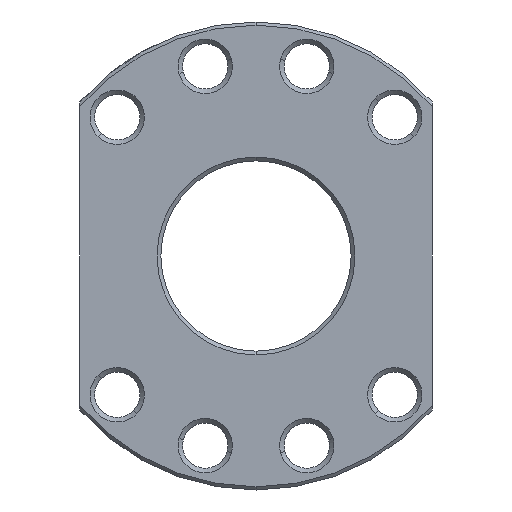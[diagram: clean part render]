
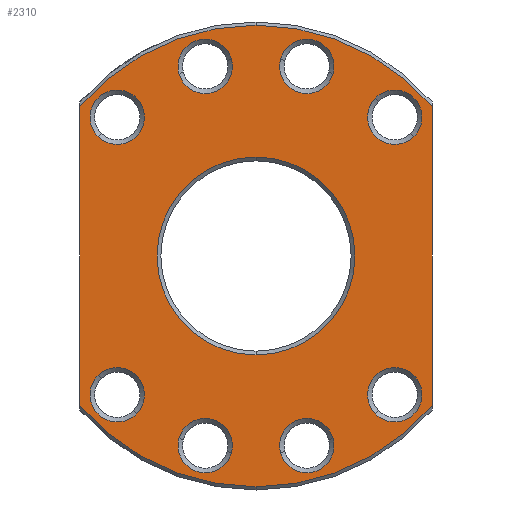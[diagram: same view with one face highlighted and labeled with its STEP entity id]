
A CAD part, left-side view. The second image highlights one B-rep face of the part: STEP entity #2310.
In plain terms, the highlighted planar face has unit normal (-1, 0, 0).
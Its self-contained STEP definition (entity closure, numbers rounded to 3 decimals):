
#222=CARTESIAN_POINT('',(51.5,-0.,-45.872));
#223=VERTEX_POINT('',#222);
#231=CARTESIAN_POINT('',(51.5,-35.,-29.652));
#232=VERTEX_POINT('',#231);
#239=CARTESIAN_POINT('',(51.5,0.,0.));
#240=DIRECTION('',(1.,0.,-0.));
#241=DIRECTION('',(0.,0.,1.));
#242=AXIS2_PLACEMENT_3D('',#239,#240,#241);
#243=CIRCLE('',#242,45.872);
#244=EDGE_CURVE('',#232,#223,#243,.T.);
#254=CARTESIAN_POINT('',(51.5,-23.759,31.396));
#255=VERTEX_POINT('',#254);
#264=CARTESIAN_POINT('',(51.5,-31.396,23.759));
#265=VERTEX_POINT('',#264);
#266=CARTESIAN_POINT('',(51.5,-27.577,27.577));
#267=DIRECTION('',(1.,0.,-0.));
#268=DIRECTION('',(0.,0.707,0.707));
#269=AXIS2_PLACEMENT_3D('',#266,#267,#268);
#270=CIRCLE('',#269,5.4);
#271=EDGE_CURVE('',#265,#255,#270,.T.);
#360=CARTESIAN_POINT('',(51.5,-4.878,39.069));
#361=VERTEX_POINT('',#360);
#370=CARTESIAN_POINT('',(51.5,-15.31,36.273));
#371=VERTEX_POINT('',#370);
#372=CARTESIAN_POINT('',(51.5,-10.094,37.671));
#373=DIRECTION('',(1.,0.,-0.));
#374=DIRECTION('',(0.,0.966,0.259));
#375=AXIS2_PLACEMENT_3D('',#372,#373,#374);
#376=CIRCLE('',#375,5.4);
#377=EDGE_CURVE('',#371,#361,#376,.T.);
#466=CARTESIAN_POINT('',(51.5,15.31,36.273));
#467=VERTEX_POINT('',#466);
#476=CARTESIAN_POINT('',(51.5,4.878,39.069));
#477=VERTEX_POINT('',#476);
#478=CARTESIAN_POINT('',(51.5,10.094,37.671));
#479=DIRECTION('',(1.,0.,0.));
#480=DIRECTION('',(0.,0.966,-0.259));
#481=AXIS2_PLACEMENT_3D('',#478,#479,#480);
#482=CIRCLE('',#481,5.4);
#483=EDGE_CURVE('',#477,#467,#482,.T.);
#572=CARTESIAN_POINT('',(51.5,31.396,23.759));
#573=VERTEX_POINT('',#572);
#582=CARTESIAN_POINT('',(51.5,23.759,31.396));
#583=VERTEX_POINT('',#582);
#584=CARTESIAN_POINT('',(51.5,27.577,27.577));
#585=DIRECTION('',(1.,0.,0.));
#586=DIRECTION('',(0.,0.707,-0.707));
#587=AXIS2_PLACEMENT_3D('',#584,#585,#586);
#588=CIRCLE('',#587,5.4);
#589=EDGE_CURVE('',#583,#573,#588,.T.);
#678=CARTESIAN_POINT('',(51.5,23.759,-31.396));
#679=VERTEX_POINT('',#678);
#688=CARTESIAN_POINT('',(51.5,31.396,-23.759));
#689=VERTEX_POINT('',#688);
#690=CARTESIAN_POINT('',(51.5,27.577,-27.577));
#691=DIRECTION('',(1.,0.,0.));
#692=DIRECTION('',(0.,-0.707,-0.707));
#693=AXIS2_PLACEMENT_3D('',#690,#691,#692);
#694=CIRCLE('',#693,5.4);
#695=EDGE_CURVE('',#689,#679,#694,.T.);
#784=CARTESIAN_POINT('',(51.5,4.878,-39.069));
#785=VERTEX_POINT('',#784);
#794=CARTESIAN_POINT('',(51.5,15.31,-36.273));
#795=VERTEX_POINT('',#794);
#796=CARTESIAN_POINT('',(51.5,10.094,-37.671));
#797=DIRECTION('',(1.,0.,0.));
#798=DIRECTION('',(0.,-0.966,-0.259));
#799=AXIS2_PLACEMENT_3D('',#796,#797,#798);
#800=CIRCLE('',#799,5.4);
#801=EDGE_CURVE('',#795,#785,#800,.T.);
#890=CARTESIAN_POINT('',(51.5,-15.31,-36.273));
#891=VERTEX_POINT('',#890);
#900=CARTESIAN_POINT('',(51.5,-4.878,-39.069));
#901=VERTEX_POINT('',#900);
#902=CARTESIAN_POINT('',(51.5,-10.094,-37.671));
#903=DIRECTION('',(1.,0.,0.));
#904=DIRECTION('',(0.,-0.966,0.259));
#905=AXIS2_PLACEMENT_3D('',#902,#903,#904);
#906=CIRCLE('',#905,5.4);
#907=EDGE_CURVE('',#901,#891,#906,.T.);
#996=CARTESIAN_POINT('',(51.5,-31.396,-23.759));
#997=VERTEX_POINT('',#996);
#1006=CARTESIAN_POINT('',(51.5,-23.759,-31.396));
#1007=VERTEX_POINT('',#1006);
#1008=CARTESIAN_POINT('',(51.5,-27.577,-27.577));
#1009=DIRECTION('',(1.,0.,0.));
#1010=DIRECTION('',(0.,-0.707,0.707));
#1011=AXIS2_PLACEMENT_3D('',#1008,#1009,#1010);
#1012=CIRCLE('',#1011,5.4);
#1013=EDGE_CURVE('',#1007,#997,#1012,.T.);
#1102=CARTESIAN_POINT('',(51.5,0.,45.872));
#1103=VERTEX_POINT('',#1102);
#1112=CARTESIAN_POINT('',(51.5,-35.,29.652));
#1113=VERTEX_POINT('',#1112);
#1114=CARTESIAN_POINT('',(51.5,0.,0.));
#1115=DIRECTION('',(1.,0.,-0.));
#1116=DIRECTION('',(0.,0.,1.));
#1117=AXIS2_PLACEMENT_3D('',#1114,#1115,#1116);
#1118=CIRCLE('',#1117,45.872);
#1119=EDGE_CURVE('',#1103,#1113,#1118,.T.);
#1208=CARTESIAN_POINT('',(51.5,0.,19.656));
#1209=VERTEX_POINT('',#1208);
#1218=CARTESIAN_POINT('',(51.5,0.,-19.656));
#1219=VERTEX_POINT('',#1218);
#1220=CARTESIAN_POINT('',(51.5,0.,0.));
#1221=DIRECTION('',(1.,0.,-0.));
#1222=DIRECTION('',(0.,0.,1.));
#1223=AXIS2_PLACEMENT_3D('',#1220,#1221,#1222);
#1224=CIRCLE('',#1223,19.656);
#1225=EDGE_CURVE('',#1219,#1209,#1224,.T.);
#1540=CARTESIAN_POINT('',(51.5,0.,0.));
#1541=DIRECTION('',(1.,0.,-0.));
#1542=DIRECTION('',(0.,0.,1.));
#1543=AXIS2_PLACEMENT_3D('',#1540,#1541,#1542);
#1544=CIRCLE('',#1543,19.656);
#1545=EDGE_CURVE('',#1209,#1219,#1544,.T.);
#1555=CARTESIAN_POINT('',(51.5,35.,29.652));
#1556=VERTEX_POINT('',#1555);
#1557=CARTESIAN_POINT('',(51.5,35.,-29.652));
#1558=VERTEX_POINT('',#1557);
#1559=CARTESIAN_POINT('',(51.5,35.,29.652));
#1560=DIRECTION('',(0.,0.,-1.));
#1561=VECTOR('',#1560,59.304);
#1562=LINE('',#1559,#1561);
#1563=EDGE_CURVE('',#1556,#1558,#1562,.T.);
#1792=CARTESIAN_POINT('',(51.5,0.,0.));
#1793=DIRECTION('',(1.,0.,-0.));
#1794=DIRECTION('',(0.,0.,1.));
#1795=AXIS2_PLACEMENT_3D('',#1792,#1793,#1794);
#1796=CIRCLE('',#1795,45.872);
#1797=EDGE_CURVE('',#1556,#1103,#1796,.T.);
#1807=CARTESIAN_POINT('',(51.5,-35.,-29.652));
#1808=DIRECTION('',(0.,0.,1.));
#1809=VECTOR('',#1808,59.304);
#1810=LINE('',#1807,#1809);
#1811=EDGE_CURVE('',#232,#1113,#1810,.T.);
#1867=CARTESIAN_POINT('',(51.5,-27.577,-27.577));
#1868=DIRECTION('',(1.,0.,0.));
#1869=DIRECTION('',(0.,-0.707,0.707));
#1870=AXIS2_PLACEMENT_3D('',#1867,#1868,#1869);
#1871=CIRCLE('',#1870,5.4);
#1872=EDGE_CURVE('',#997,#1007,#1871,.T.);
#1921=CARTESIAN_POINT('',(51.5,-10.094,-37.671));
#1922=DIRECTION('',(1.,0.,0.));
#1923=DIRECTION('',(0.,-0.966,0.259));
#1924=AXIS2_PLACEMENT_3D('',#1921,#1922,#1923);
#1925=CIRCLE('',#1924,5.4);
#1926=EDGE_CURVE('',#891,#901,#1925,.T.);
#1975=CARTESIAN_POINT('',(51.5,10.094,-37.671));
#1976=DIRECTION('',(1.,0.,0.));
#1977=DIRECTION('',(0.,-0.966,-0.259));
#1978=AXIS2_PLACEMENT_3D('',#1975,#1976,#1977);
#1979=CIRCLE('',#1978,5.4);
#1980=EDGE_CURVE('',#785,#795,#1979,.T.);
#2029=CARTESIAN_POINT('',(51.5,27.577,-27.577));
#2030=DIRECTION('',(1.,0.,0.));
#2031=DIRECTION('',(0.,-0.707,-0.707));
#2032=AXIS2_PLACEMENT_3D('',#2029,#2030,#2031);
#2033=CIRCLE('',#2032,5.4);
#2034=EDGE_CURVE('',#679,#689,#2033,.T.);
#2083=CARTESIAN_POINT('',(51.5,27.577,27.577));
#2084=DIRECTION('',(1.,0.,0.));
#2085=DIRECTION('',(0.,0.707,-0.707));
#2086=AXIS2_PLACEMENT_3D('',#2083,#2084,#2085);
#2087=CIRCLE('',#2086,5.4);
#2088=EDGE_CURVE('',#573,#583,#2087,.T.);
#2137=CARTESIAN_POINT('',(51.5,10.094,37.671));
#2138=DIRECTION('',(1.,0.,0.));
#2139=DIRECTION('',(0.,0.966,-0.259));
#2140=AXIS2_PLACEMENT_3D('',#2137,#2138,#2139);
#2141=CIRCLE('',#2140,5.4);
#2142=EDGE_CURVE('',#467,#477,#2141,.T.);
#2191=CARTESIAN_POINT('',(51.5,-10.094,37.671));
#2192=DIRECTION('',(1.,0.,-0.));
#2193=DIRECTION('',(0.,0.966,0.259));
#2194=AXIS2_PLACEMENT_3D('',#2191,#2192,#2193);
#2195=CIRCLE('',#2194,5.4);
#2196=EDGE_CURVE('',#361,#371,#2195,.T.);
#2245=CARTESIAN_POINT('',(51.5,-27.577,27.577));
#2246=DIRECTION('',(1.,0.,-0.));
#2247=DIRECTION('',(0.,0.707,0.707));
#2248=AXIS2_PLACEMENT_3D('',#2245,#2246,#2247);
#2249=CIRCLE('',#2248,5.4);
#2250=EDGE_CURVE('',#255,#265,#2249,.T.);
#2255=CARTESIAN_POINT('',(51.5,0.,22.936));
#2256=DIRECTION('',(-1.,0.,0.));
#2257=DIRECTION('',(0.,0.,-1.));
#2258=AXIS2_PLACEMENT_3D('',#2255,#2256,#2257);
#2259=PLANE('',#2258);
#2260=ORIENTED_EDGE('',*,*,#1545,.T.);
#2261=ORIENTED_EDGE('',*,*,#1225,.T.);
#2262=EDGE_LOOP('',(#2260,#2261));
#2263=FACE_BOUND('',#2262,.T.);
#2264=ORIENTED_EDGE('',*,*,#1563,.T.);
#2265=CARTESIAN_POINT('',(51.5,0.,0.));
#2266=DIRECTION('',(1.,0.,-0.));
#2267=DIRECTION('',(0.,0.,1.));
#2268=AXIS2_PLACEMENT_3D('',#2265,#2266,#2267);
#2269=CIRCLE('',#2268,45.872);
#2270=EDGE_CURVE('',#223,#1558,#2269,.T.);
#2271=ORIENTED_EDGE('',*,*,#2270,.F.);
#2272=ORIENTED_EDGE('',*,*,#244,.F.);
#2273=ORIENTED_EDGE('',*,*,#1811,.T.);
#2274=ORIENTED_EDGE('',*,*,#1119,.F.);
#2275=ORIENTED_EDGE('',*,*,#1797,.F.);
#2276=EDGE_LOOP('',(#2264,#2271,#2272,#2273,#2274,#2275));
#2277=FACE_BOUND('',#2276,.T.);
#2278=ORIENTED_EDGE('',*,*,#1872,.T.);
#2279=ORIENTED_EDGE('',*,*,#1013,.T.);
#2280=EDGE_LOOP('',(#2278,#2279));
#2281=FACE_BOUND('',#2280,.T.);
#2282=ORIENTED_EDGE('',*,*,#1926,.T.);
#2283=ORIENTED_EDGE('',*,*,#907,.T.);
#2284=EDGE_LOOP('',(#2282,#2283));
#2285=FACE_BOUND('',#2284,.T.);
#2286=ORIENTED_EDGE('',*,*,#1980,.T.);
#2287=ORIENTED_EDGE('',*,*,#801,.T.);
#2288=EDGE_LOOP('',(#2286,#2287));
#2289=FACE_BOUND('',#2288,.T.);
#2290=ORIENTED_EDGE('',*,*,#2034,.T.);
#2291=ORIENTED_EDGE('',*,*,#695,.T.);
#2292=EDGE_LOOP('',(#2290,#2291));
#2293=FACE_BOUND('',#2292,.T.);
#2294=ORIENTED_EDGE('',*,*,#2088,.T.);
#2295=ORIENTED_EDGE('',*,*,#589,.T.);
#2296=EDGE_LOOP('',(#2294,#2295));
#2297=FACE_BOUND('',#2296,.T.);
#2298=ORIENTED_EDGE('',*,*,#2142,.T.);
#2299=ORIENTED_EDGE('',*,*,#483,.T.);
#2300=EDGE_LOOP('',(#2298,#2299));
#2301=FACE_BOUND('',#2300,.T.);
#2302=ORIENTED_EDGE('',*,*,#2196,.T.);
#2303=ORIENTED_EDGE('',*,*,#377,.T.);
#2304=EDGE_LOOP('',(#2302,#2303));
#2305=FACE_BOUND('',#2304,.T.);
#2306=ORIENTED_EDGE('',*,*,#2250,.T.);
#2307=ORIENTED_EDGE('',*,*,#271,.T.);
#2308=EDGE_LOOP('',(#2306,#2307));
#2309=FACE_BOUND('',#2308,.T.);
#2310=ADVANCED_FACE('',(#2263,#2277,#2281,#2285,#2289,#2293,#2297,#2301,#2305,#2309),#2259,.T.);
